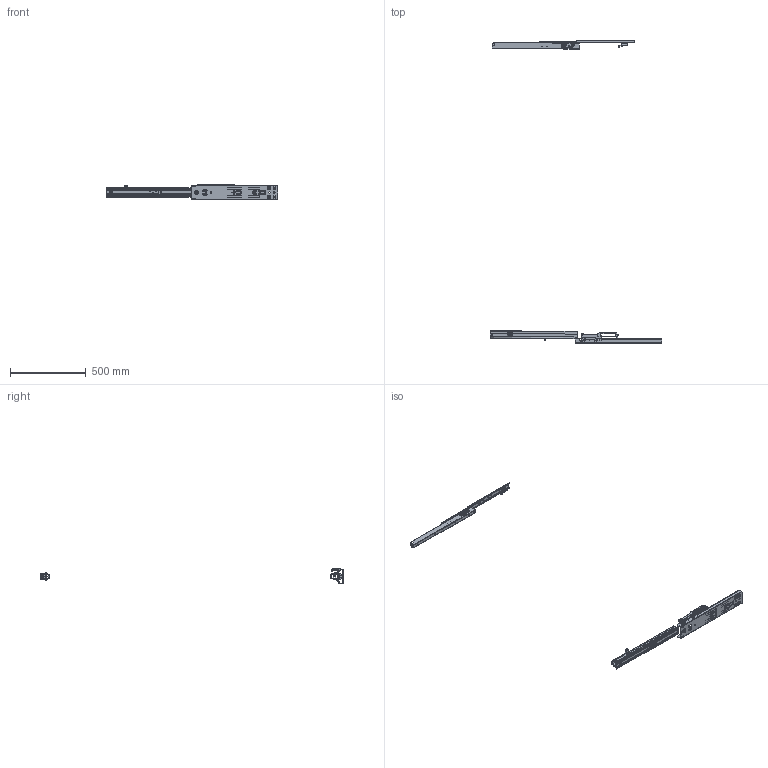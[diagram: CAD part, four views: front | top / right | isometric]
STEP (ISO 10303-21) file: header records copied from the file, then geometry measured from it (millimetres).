
FILE_DESCRIPTION (( 'STEP AP214' ), '1' );
FILE_NAME ('FR_771_A.0575mm_23inch_open.STEP', '2022-11-16T09:02:45', ( '' ), ( '' ), 'SwSTEP 2.0', 'SolidWorks 2020', '' );
FILE_SCHEMA (( 'AUTOMOTIVE_DESIGN' ));
Length unit declared in the file: millimetre
Products named in the file (23): 01-anschlag.L406_standard; 771.XXX-01.H016_NL  575; E31-035_E31-035 vernietet Mat. 2,0mm; AT-048; 771A.XXX-07.0000_NL  575 ausgefahren Stellung 1; 875.01-139_-139; FR_771_A.0575mm_23inch_open; 771.XXX-06.0000_NL  575; 771.XXX-07.S212_NL  575; 771A.XXX-01.0000_NL  575 ausgefahren; AV-005.li; 719.XXX-02.L406_NL  400; N61-187_M 8 x  6,5 - (din913); 719.XXX-01.L406_NL  400 ohne Zentrierlappen; SM-040_ausgefahren; AV-005.re; 875.01-140_-140; SE-013_014_rechts; 719.XXX-GA.L406_NL  400 ausgefahren; 771.XXX-03.0000_NL  575; SE-082; 771.XXX-03.P048_NL  575
Assembly tree (23 placements, depth 4):
  FR_771_A.0575mm_23inch_open
    771A.XXX-01.0000_NL  575 ausgefahren
      771.XXX-01.H016_NL  575
      SM-040_ausgefahren
        SE-082
    771.XXX-03.0000_NL  575
      771.XXX-03.P048_NL  575
      875.01-140_-140
        875.01-139_-139
        N61-187_M 8 x  6,5 - (din913)
        SE-013_014_rechts
    771.XXX-06.0000_NL  575
      771.XXX-06.0000_NL  575
      E31-035_E31-035 vernietet Mat. 2,0mm  x2
    719.XXX-GA.L406_NL  400 ausgefahren
      719.XXX-01.L406_NL  400 ohne Zentrierlappen
      01-anschlag.L406_standard
      719.XXX-02.L406_NL  400
      AT-048
    771A.XXX-07.0000_NL  575 ausgefahren Stellung 1
      771.XXX-07.S212_NL  575
      AV-005.re
      AV-005.li
Bounding box: 1132.37 x 2000.6 x 102.5 mm (x, y, z)
Volume: 519966.8 mm3; surface area: 705597.6 mm2
Topology: 15 solids, 17 shells, 4894 faces, 12575 edges, 7642 vertices
Faces by surface type: cylinder 1896, plane 1815, bspline 722, torus 207, sphere 172, cone 82
Entity records: 171261 total; most frequent: CARTESIAN_POINT 59460, ORIENTED_EDGE 24798, DIRECTION 21512, EDGE_CURVE 12401, VERTEX_POINT 7617, AXIS2_PLACEMENT_3D 7386, VECTOR 6740, LINE 6740
